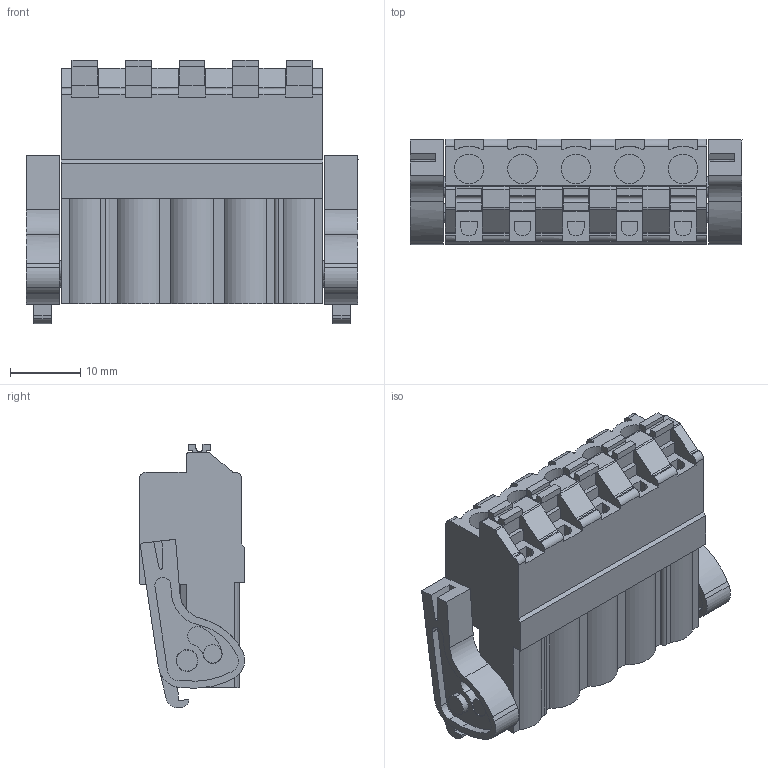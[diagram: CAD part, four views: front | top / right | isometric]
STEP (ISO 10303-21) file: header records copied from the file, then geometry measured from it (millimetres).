
FILE_DESCRIPTION(('CATIA V5 STEP Exchange','CAx-IF Rec.Pracs.--- Model Styling and Organization---1.4--- 2014-01-23'),'2;1');
FILE_NAME ('D1447612_0_1043780000_1043780000.stp','2020-10-21T09:41:06+00:00',('none'),('Weidmueller'),'CATIA Version 5-6 Release 2016 SP3 HF44','CATIA V5 STEP AP214','none');
FILE_SCHEMA(('AUTOMOTIVE_DESIGN { 1 0 10303 214 1 1 1 1 }'));
Length unit declared in the file: millimetre
Products named in the file (1): 1043780000
Bounding box: 47.28 x 15.05 x 37.58 mm (x, y, z)
Volume: 11274.2 mm3; surface area: 9571.9 mm2
Topology: 13 solids, 13 shells, 658 faces, 1860 edges, 1251 vertices
Faces by surface type: plane 495, cylinder 161, extrusion 2
Entity records: 21194 total; most frequent: CARTESIAN_POINT 4359, ORIENTED_EDGE 3720, DIRECTION 2670, EDGE_CURVE 1860, VECTOR 1487, LINE 1485, VERTEX_POINT 1251, AXIS2_PLACEMENT_3D 747
